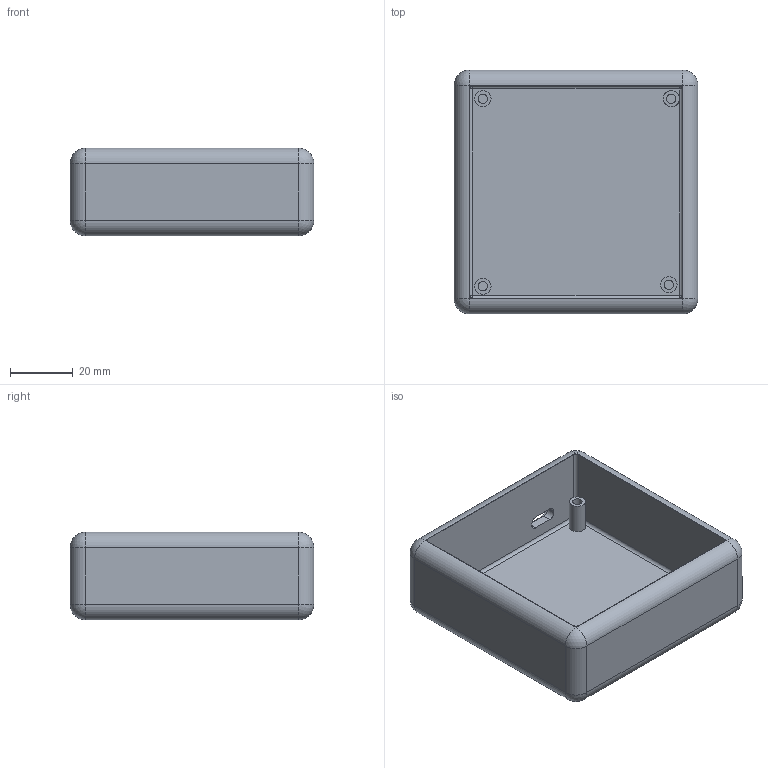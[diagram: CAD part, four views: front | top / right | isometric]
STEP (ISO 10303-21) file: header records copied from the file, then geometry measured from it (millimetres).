
FILE_DESCRIPTION(/* description */ ('KiCad electronic assembly'),/* implementation_level */ '2;1');
FILE_NAME(/* name */ 'pi.keeb_encloser.step',/* time_stamp */ '2026-02-07T18:10:07+05:30',/* author */ (''),/* organization */ (''),/* preprocessor_version */ 'ST-DEVELOPER v20.1',/* originating_system */ 'Autodesk Translation Framework v14.24.0.0',/* authorisation */ '');
FILE_SCHEMA (('AUTOMOTIVE_DESIGN { 1 0 10303 214 3 1 1 }'));
Length unit declared in the file: millimetre
Products named in the file (1): pi.keeb 1
Bounding box: 78 x 78 x 28 mm (x, y, z)
Volume: 51431.4 mm3; surface area: 27077.3 mm2
Topology: 1 solids, 1 shells, 76 faces, 159 edges, 94 vertices
Faces by surface type: cylinder 36, plane 28, sphere 12
Full cylindrical faces by diameter (mm): 3 x4, 5.2 x4
Entity records: 2046 total; most frequent: DIRECTION 383, CARTESIAN_POINT 336, ORIENTED_EDGE 318, EDGE_CURVE 159, AXIS2_PLACEMENT_3D 149, VERTEX_POINT 94, EDGE_LOOP 87, LINE 85
